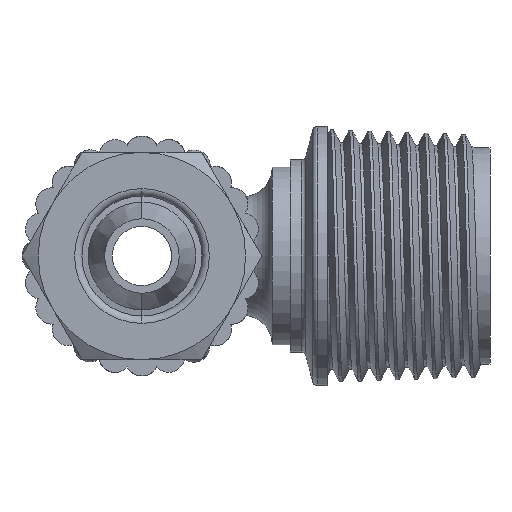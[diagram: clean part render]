
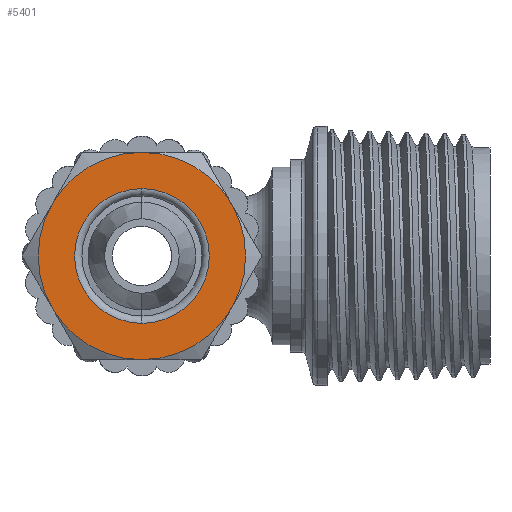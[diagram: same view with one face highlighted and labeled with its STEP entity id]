
A CAD part, left-side view. The second image highlights one B-rep face of the part: STEP entity #5401.
In plain terms, the highlighted face is planar.
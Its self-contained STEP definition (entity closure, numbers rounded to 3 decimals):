
#193 = CARTESIAN_POINT ( 'NONE',  ( -3.5, 6.062, 11.8 ) ) ;
#227 = ORIENTED_EDGE ( 'NONE', *, *, #11436, .T. ) ;
#305 = EDGE_CURVE ( 'NONE', #10463, #14155, #4706, .T. ) ;
#768 = VERTEX_POINT ( 'NONE', #12393 ) ;
#1105 = CARTESIAN_POINT ( 'NONE',  ( 0., 0., 11.8 ) ) ;
#1509 = DIRECTION ( 'NONE',  ( 0., 0., 1. ) ) ;
#1630 = AXIS2_PLACEMENT_3D ( 'NONE', #1105, #5669, #14730 ) ;
#1733 = AXIS2_PLACEMENT_3D ( 'NONE', #3351, #12357, #13615 ) ;
#1935 = VERTEX_POINT ( 'NONE', #11183 ) ;
#1961 = EDGE_CURVE ( 'NONE', #12833, #8029, #4261, .T. ) ;
#2763 = EDGE_CURVE ( 'NONE', #8029, #11916, #14721, .T. ) ;
#2818 = AXIS2_PLACEMENT_3D ( 'NONE', #9931, #6586, #9998 ) ;
#2897 = DIRECTION ( 'NONE',  ( 0., 0., 1. ) ) ;
#3001 = AXIS2_PLACEMENT_3D ( 'NONE', #9827, #2897, #3197 ) ;
#3122 = CARTESIAN_POINT ( 'NONE',  ( 0., 0., 11.8 ) ) ;
#3197 = DIRECTION ( 'NONE',  ( 1., 0., 0. ) ) ;
#3351 = CARTESIAN_POINT ( 'NONE',  ( 0., 0., 11.8 ) ) ;
#3402 = DIRECTION ( 'NONE',  ( 0., 0., -1. ) ) ;
#3991 = AXIS2_PLACEMENT_3D ( 'NONE', #3122, #3402, #14571 ) ;
#4015 = DIRECTION ( 'NONE',  ( 0., 0., 1. ) ) ;
#4057 = DIRECTION ( 'NONE',  ( 1., 0., 0. ) ) ;
#4159 = CARTESIAN_POINT ( 'NONE',  ( 0., 0., 11.8 ) ) ;
#4261 = CIRCLE ( 'NONE', #2818, 7. ) ;
#4321 = EDGE_CURVE ( 'NONE', #11204, #1935, #4929, .T. ) ;
#4443 = CIRCLE ( 'NONE', #3001, 7. ) ;
#4475 = FACE_BOUND ( 'NONE', #4865, .T. ) ;
#4706 = CIRCLE ( 'NONE', #3991, 4.55 ) ;
#4865 = EDGE_LOOP ( 'NONE', ( #9655, #5153 ) ) ;
#4929 = CIRCLE ( 'NONE', #13238, 7. ) ;
#5153 = ORIENTED_EDGE ( 'NONE', *, *, #6808, .T. ) ;
#5173 = CARTESIAN_POINT ( 'NONE',  ( 3.5, 6.062, 11.8 ) ) ;
#5322 = DIRECTION ( 'NONE',  ( 0., 0., -1. ) ) ;
#5399 = CARTESIAN_POINT ( 'NONE',  ( 0., 0., 11.8 ) ) ;
#5401 = ADVANCED_FACE ( 'NONE', ( #4475, #12499 ), #6868, .T. ) ;
#5669 = DIRECTION ( 'NONE',  ( 0., 0., 1. ) ) ;
#6586 = DIRECTION ( 'NONE',  ( 0., 0., 1. ) ) ;
#6627 = EDGE_CURVE ( 'NONE', #11916, #11204, #10325, .T. ) ;
#6800 = DIRECTION ( 'NONE',  ( 0., 0., 1. ) ) ;
#6808 = EDGE_CURVE ( 'NONE', #14155, #10463, #8416, .T. ) ;
#6814 = AXIS2_PLACEMENT_3D ( 'NONE', #12582, #6800, #13556 ) ;
#6868 = PLANE ( 'NONE',  #1733 ) ;
#6930 = CARTESIAN_POINT ( 'NONE',  ( -7., 0., 11.8 ) ) ;
#7485 = AXIS2_PLACEMENT_3D ( 'NONE', #8308, #1509, #14029 ) ;
#7890 = CARTESIAN_POINT ( 'NONE',  ( 4.55, 0., 11.8 ) ) ;
#8029 = VERTEX_POINT ( 'NONE', #193 ) ;
#8177 = CARTESIAN_POINT ( 'NONE',  ( -4.55, 0., 11.8 ) ) ;
#8308 = CARTESIAN_POINT ( 'NONE',  ( 0., 0., 11.8 ) ) ;
#8416 = CIRCLE ( 'NONE', #9853, 4.55 ) ;
#8424 = CARTESIAN_POINT ( 'NONE',  ( -3.5, -6.062, 11.8 ) ) ;
#8425 = ORIENTED_EDGE ( 'NONE', *, *, #2763, .T. ) ;
#8496 = ORIENTED_EDGE ( 'NONE', *, *, #4321, .T. ) ;
#9655 = ORIENTED_EDGE ( 'NONE', *, *, #305, .T. ) ;
#9689 = ORIENTED_EDGE ( 'NONE', *, *, #11884, .T. ) ;
#9827 = CARTESIAN_POINT ( 'NONE',  ( 0., 0., 11.8 ) ) ;
#9853 = AXIS2_PLACEMENT_3D ( 'NONE', #5399, #5322, #4057 ) ;
#9931 = CARTESIAN_POINT ( 'NONE',  ( 0., 0., 11.8 ) ) ;
#9998 = DIRECTION ( 'NONE',  ( 1., 0., 0. ) ) ;
#10221 = EDGE_LOOP ( 'NONE', ( #9689, #10779, #8425, #12946, #8496, #227 ) ) ;
#10325 = CIRCLE ( 'NONE', #7485, 7. ) ;
#10463 = VERTEX_POINT ( 'NONE', #7890 ) ;
#10779 = ORIENTED_EDGE ( 'NONE', *, *, #1961, .T. ) ;
#10996 = DIRECTION ( 'NONE',  ( 1., 0., 0. ) ) ;
#11183 = CARTESIAN_POINT ( 'NONE',  ( 3.5, -6.062, 11.8 ) ) ;
#11204 = VERTEX_POINT ( 'NONE', #8424 ) ;
#11436 = EDGE_CURVE ( 'NONE', #1935, #768, #13940, .T. ) ;
#11884 = EDGE_CURVE ( 'NONE', #768, #12833, #4443, .T. ) ;
#11916 = VERTEX_POINT ( 'NONE', #6930 ) ;
#12357 = DIRECTION ( 'NONE',  ( 0., 0., 1. ) ) ;
#12393 = CARTESIAN_POINT ( 'NONE',  ( 7., 0., 11.8 ) ) ;
#12499 = FACE_OUTER_BOUND ( 'NONE', #10221, .T. ) ;
#12582 = CARTESIAN_POINT ( 'NONE',  ( 0., 0., 11.8 ) ) ;
#12833 = VERTEX_POINT ( 'NONE', #5173 ) ;
#12946 = ORIENTED_EDGE ( 'NONE', *, *, #6627, .T. ) ;
#13238 = AXIS2_PLACEMENT_3D ( 'NONE', #4159, #4015, #10996 ) ;
#13556 = DIRECTION ( 'NONE',  ( 1., 0., 0. ) ) ;
#13615 = DIRECTION ( 'NONE',  ( 1., 0., 0. ) ) ;
#13940 = CIRCLE ( 'NONE', #6814, 7. ) ;
#14029 = DIRECTION ( 'NONE',  ( 1., 0., 0. ) ) ;
#14155 = VERTEX_POINT ( 'NONE', #8177 ) ;
#14571 = DIRECTION ( 'NONE',  ( 1., 0., 0. ) ) ;
#14721 = CIRCLE ( 'NONE', #1630, 7. ) ;
#14730 = DIRECTION ( 'NONE',  ( 1., 0., 0. ) ) ;
